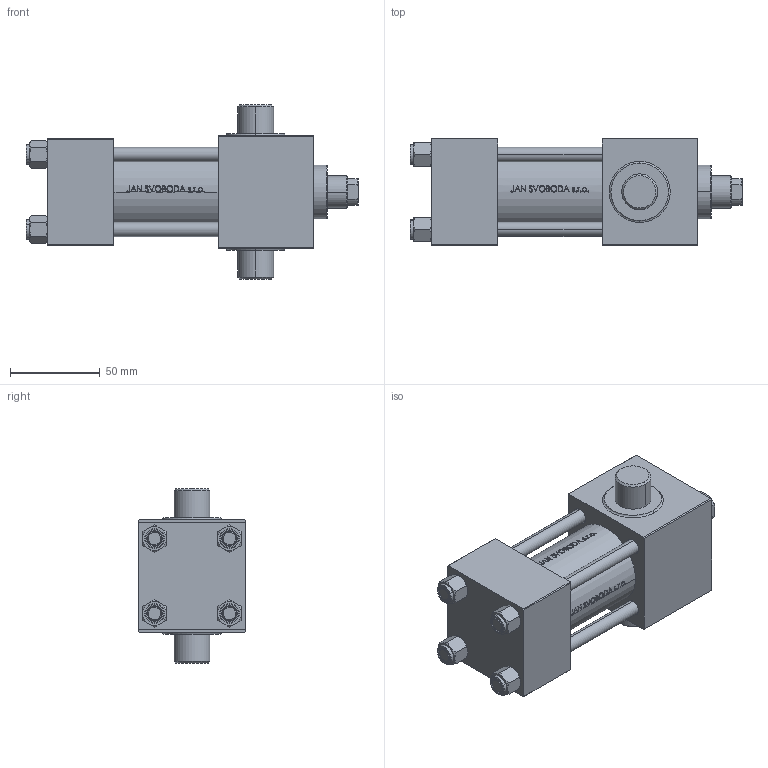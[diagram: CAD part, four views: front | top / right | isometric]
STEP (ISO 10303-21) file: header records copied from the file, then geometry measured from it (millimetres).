
FILE_DESCRIPTION (( 'STEP AP203' ), '1' );
FILE_NAME ('18cd.STEP', '2023-08-23T09:20:40', ( '' ), ( '' ), 'SwSTEP 2.0', 'SolidWorks 2019', '' );
FILE_SCHEMA (( 'CONFIG_CONTROL_DESIGN' ));
Length unit declared in the file: millimetre
Products named in the file (6): V215CR_K_Body bc1eaefcb019ee4c37dc6ff71d6c80a4; V215CR_VCP_K bc1eaefcb019ee4c37dc6ff71d6c80a4; NUT_M5_K bc1eaefcb019ee4c37dc6ff71d6c80a4; V215CR_K_TYCINKA bc1eaefcb019ee4c37dc6ff71d6c80a4; V215_VC_A bc1eaefcb019ee4c37dc6ff71d6c80a4; 18cd
Assembly tree (11 placements, depth 2):
  18cd
    V215CR_K_Body bc1eaefcb019ee4c37dc6ff71d6c80a4
    V215CR_VCP_K bc1eaefcb019ee4c37dc6ff71d6c80a4
    V215CR_K_TYCINKA bc1eaefcb019ee4c37dc6ff71d6c80a4  x4
    NUT_M5_K bc1eaefcb019ee4c37dc6ff71d6c80a4  x4
    V215_VC_A bc1eaefcb019ee4c37dc6ff71d6c80a4
Bounding box: 185 x 60 x 97 mm (x, y, z)
Volume: 431734.9 mm3; surface area: 103578.8 mm2
Topology: 11 solids, 11 shells, 1059 faces, 2674 edges, 1721 vertices
Faces by surface type: plane 427, bspline 380, cone 130, cylinder 110, torus 12
Entity records: 46238 total; most frequent: CARTESIAN_POINT 25403, ORIENTED_EDGE 4840, DIRECTION 2882, EDGE_CURVE 2420, VERTEX_POINT 1577, VECTOR 1250, LINE 1250, EDGE_LOOP 1031
